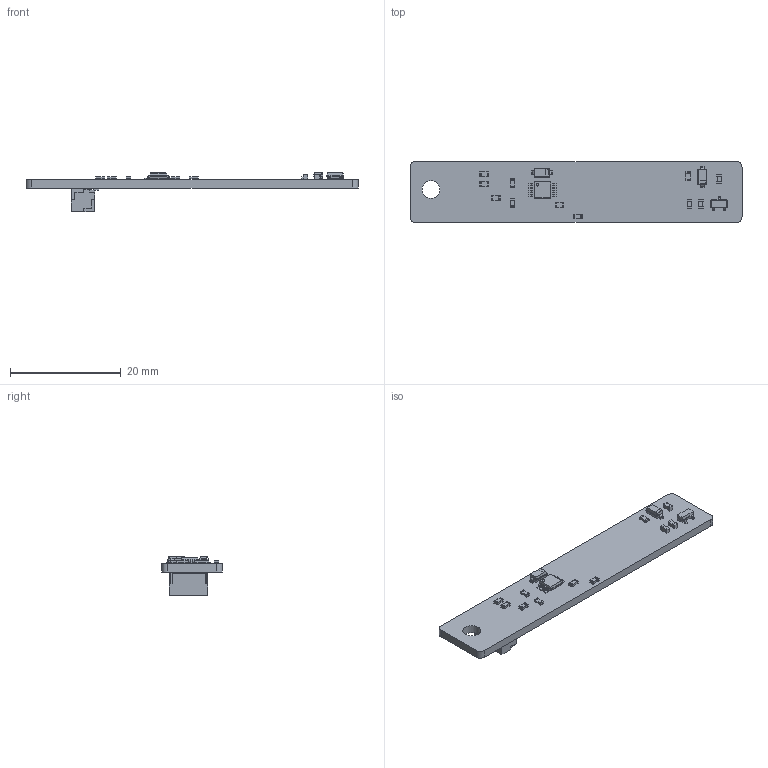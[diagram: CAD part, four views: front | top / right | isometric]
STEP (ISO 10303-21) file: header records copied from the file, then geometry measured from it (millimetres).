
FILE_DESCRIPTION(('KiCad electronic assembly'),'2;1');
FILE_NAME('SeaBoat_Hall&IR.step','2025-05-16T16:06:32',('Pcbnew'),( 'Kicad'),'Open CASCADE STEP processor 7.8','KiCad to STEP converter' ,'Unknown');
FILE_SCHEMA(('AUTOMOTIVE_DESIGN { 1 0 10303 214 1 1 1 1 }'));
Length unit declared in the file: millimetre
Products named in the file (8): SeaBoat_Hall&IR 1; R_0603_1608Metric; C_0603_1608Metric; D_SOD-123; MSOP-8-1EP_3x3mm_P0.65mm_EP1.68x1.88mm; SOT-23; JST_GH_BM03B-GHS-TBT_1x03-1MP_P1.25mm_Vertical; SeaBoat_Hall&IR_PCB
Assembly tree (17 placements, depth 2):
  SeaBoat_Hall&IR 1
    R_0603_1608Metric  x8
    C_0603_1608Metric  x3
    D_SOD-123  x2
    MSOP-8-1EP_3x3mm_P0.65mm_EP1.68x1.88mm
    SOT-23
    JST_GH_BM03B-GHS-TBT_1x03-1MP_P1.25mm_Vertical
    SeaBoat_Hall&IR_PCB
Bounding box: 60 x 11 x 7.13 mm (x, y, z)
Volume: 1088.4 mm3; surface area: 1929.1 mm2
Topology: 17 solids, 17 shells, 815 faces, 2105 edges, 1341 vertices
Faces by surface type: plane 563, cylinder 165, bspline 87
Full cylindrical faces by diameter (mm): 3.2 x1
Entity records: 19218 total; most frequent: CARTESIAN_POINT 2961, ORIENTED_EDGE 2658, DIRECTION 2342, EDGE_CURVE 1329, LINE 1098, VECTOR 1098, VERTEX_POINT 845, AXIS2_PLACEMENT_3D 622
